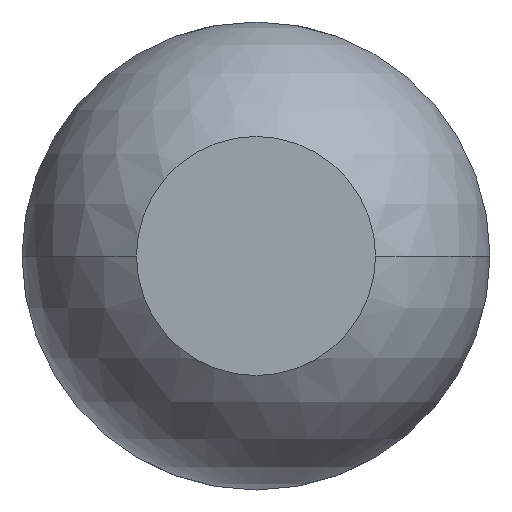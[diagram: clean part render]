
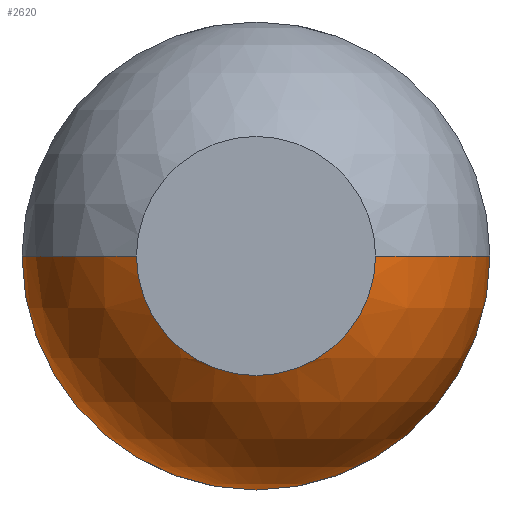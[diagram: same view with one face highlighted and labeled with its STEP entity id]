
A CAD part, front view. The second image highlights one B-rep face of the part: STEP entity #2620.
In plain terms, the highlighted spherical face has radius 0.685 mm.
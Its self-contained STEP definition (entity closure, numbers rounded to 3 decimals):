
#23 = CARTESIAN_POINT ( 'NONE',  ( 0., -26.411, 0. ) ) ;
#333 = CIRCLE ( 'NONE', #732, 0.685 ) ;
#349 = CARTESIAN_POINT ( 'NONE',  ( 0., -26.411, 0. ) ) ;
#371 = EDGE_CURVE ( 'NONE', #2273, #5306, #5363, .T. ) ;
#446 = DIRECTION ( 'NONE',  ( -1., 0., 0. ) ) ;
#623 = EDGE_LOOP ( 'NONE', ( #4216, #4912, #5225, #5502, #3300, #2807 ) ) ;
#672 = CARTESIAN_POINT ( 'NONE',  ( -0.685, -26.411, 0. ) ) ;
#732 = AXIS2_PLACEMENT_3D ( 'NONE', #961, #2662, #1859 ) ;
#738 = CIRCLE ( 'NONE', #2377, 0.685 ) ;
#961 = CARTESIAN_POINT ( 'NONE',  ( 0., -26.411, 0. ) ) ;
#970 = CARTESIAN_POINT ( 'NONE',  ( 0., -27., 0. ) ) ;
#974 = AXIS2_PLACEMENT_3D ( 'NONE', #23, #3018, #446 ) ;
#1097 = CARTESIAN_POINT ( 'NONE',  ( 0., -26.411, 0. ) ) ;
#1214 = AXIS2_PLACEMENT_3D ( 'NONE', #2467, #4180, #2084 ) ;
#1301 = VERTEX_POINT ( 'NONE', #4511 ) ;
#1416 = DIRECTION ( 'NONE',  ( 0., -1., 0. ) ) ;
#1455 = DIRECTION ( 'NONE',  ( 0., 0., -1. ) ) ;
#1576 = CARTESIAN_POINT ( 'NONE',  ( 0., -26.411, -0.685 ) ) ;
#1859 = DIRECTION ( 'NONE',  ( 1., 0., 0. ) ) ;
#2029 = DIRECTION ( 'NONE',  ( 0., 1., 0. ) ) ;
#2084 = DIRECTION ( 'NONE',  ( 1., 0., 0. ) ) ;
#2187 = AXIS2_PLACEMENT_3D ( 'NONE', #970, #1416, #1455 ) ;
#2234 = DIRECTION ( 'NONE',  ( 0., 0., -1. ) ) ;
#2273 = VERTEX_POINT ( 'NONE', #5240 ) ;
#2316 = EDGE_CURVE ( 'Defeature ausgef�hrt1_34+Defeature ausgef�hrt1_33+Defeature ausgef�hrt1_33+Defeature ausgef�hrt1_33', #3970, #3698, #738, .T. ) ;
#2377 = AXIS2_PLACEMENT_3D ( 'NONE', #1097, #2446, #3665 ) ;
#2429 = CIRCLE ( 'NONE', #5236, 0.35 ) ;
#2446 = DIRECTION ( 'NONE',  ( 0., 1., 0. ) ) ;
#2467 = CARTESIAN_POINT ( 'NONE',  ( 0., -26.411, 0. ) ) ;
#2498 = FACE_OUTER_BOUND ( 'NONE', #623, .T. ) ;
#2501 = DIRECTION ( 'NONE',  ( 0., 0., 1. ) ) ;
#2574 = EDGE_CURVE ( 'Defeature ausgef�hrt1_34+Defeature ausgef�hrt1_33+Defeature ausgef�hrt1_33+Defeature ausgef�hrt1_33', #3698, #5306, #3616, .T. ) ;
#2620 = ADVANCED_FACE ( 'Defeature ausgef�hrt1_33', ( #2498 ), #5275, .T. ) ;
#2662 = DIRECTION ( 'NONE',  ( 0., 0., 1. ) ) ;
#2765 = AXIS2_PLACEMENT_3D ( 'NONE', #349, #2029, #2501 ) ;
#2807 = ORIENTED_EDGE ( 'NONE', *, *, #4496, .F. ) ;
#3018 = DIRECTION ( 'NONE',  ( 0., 0., -1. ) ) ;
#3056 = CARTESIAN_POINT ( 'NONE',  ( 0.35, -27., 0. ) ) ;
#3184 = CARTESIAN_POINT ( 'NONE',  ( 0.685, -26.411, 0. ) ) ;
#3263 = VERTEX_POINT ( 'NONE', #3056 ) ;
#3300 = ORIENTED_EDGE ( 'NONE', *, *, #4818, .F. ) ;
#3616 = CIRCLE ( 'NONE', #2765, 0.685 ) ;
#3665 = DIRECTION ( 'NONE',  ( 0., 0., 1. ) ) ;
#3698 = VERTEX_POINT ( 'NONE', #1576 ) ;
#3897 = CARTESIAN_POINT ( 'NONE',  ( 0., -27., 0. ) ) ;
#3913 = EDGE_CURVE ( 'Defeature ausgef�hrt1_35+Defeature ausgef�hrt1_33+Defeature ausgef�hrt1_33+Defeature ausgef�hrt1_33', #2273, #1301, #2429, .T. ) ;
#3970 = VERTEX_POINT ( 'NONE', #3184 ) ;
#4180 = DIRECTION ( 'NONE',  ( 0., 0., -1. ) ) ;
#4205 = CIRCLE ( 'NONE', #2187, 0.35 ) ;
#4216 = ORIENTED_EDGE ( 'NONE', *, *, #3913, .F. ) ;
#4496 = EDGE_CURVE ( 'Defeature ausgef�hrt1_35+Defeature ausgef�hrt1_33+Defeature ausgef�hrt1_33+Defeature ausgef�hrt1_33', #1301, #3263, #4205, .T. ) ;
#4511 = CARTESIAN_POINT ( 'NONE',  ( 0., -27., -0.35 ) ) ;
#4750 = DIRECTION ( 'NONE',  ( 0., -1., 0. ) ) ;
#4818 = EDGE_CURVE ( 'NONE', #3263, #3970, #333, .T. ) ;
#4912 = ORIENTED_EDGE ( 'NONE', *, *, #371, .T. ) ;
#5225 = ORIENTED_EDGE ( 'NONE', *, *, #2574, .F. ) ;
#5236 = AXIS2_PLACEMENT_3D ( 'NONE', #3897, #4750, #2234 ) ;
#5240 = CARTESIAN_POINT ( 'NONE',  ( -0.35, -27., 0. ) ) ;
#5275 = SPHERICAL_SURFACE ( 'NONE', #1214, 0.685 ) ;
#5306 = VERTEX_POINT ( 'NONE', #672 ) ;
#5363 = CIRCLE ( 'NONE', #974, 0.685 ) ;
#5502 = ORIENTED_EDGE ( 'NONE', *, *, #2316, .F. ) ;
